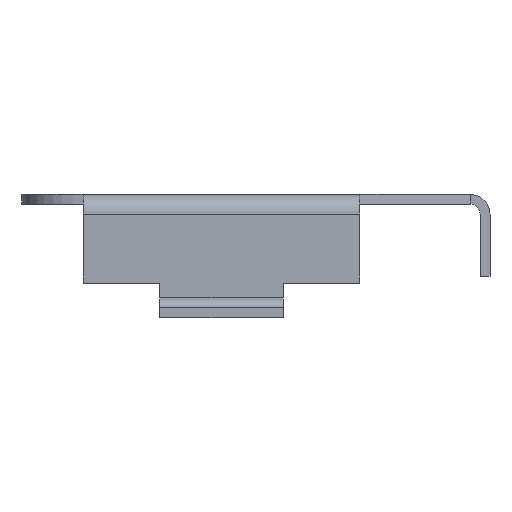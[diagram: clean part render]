
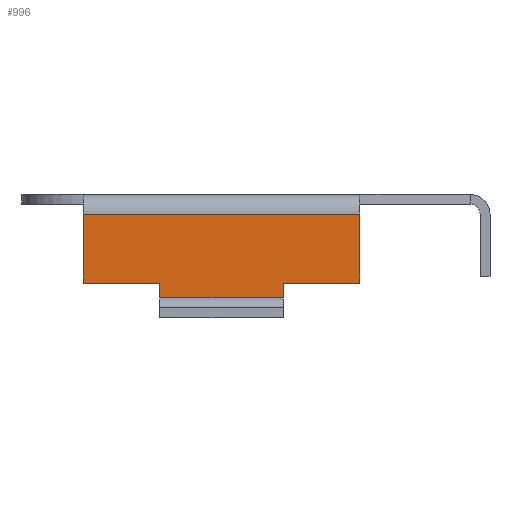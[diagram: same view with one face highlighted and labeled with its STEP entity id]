
A CAD part, left-side view. The second image highlights one B-rep face of the part: STEP entity #996.
In plain terms, the highlighted planar face has unit normal (-1, 0, 0).
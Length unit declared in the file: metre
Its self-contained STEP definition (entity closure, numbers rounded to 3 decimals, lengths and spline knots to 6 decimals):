
#584 = EDGE_CURVE( '', #1429, #1430, #1431, .T. );
#700 = EDGE_CURVE( '', #1569, #1594, #1595, .T. );
#738 = EDGE_CURVE( '', #1569, #1062, #1641, .T. );
#766 = EDGE_CURVE( '', #1074, #1430, #1673, .T. );
#838 = EDGE_CURVE( '', #1074, #1659, #1764, .T. );
#844 = EDGE_CURVE( '', #1291, #1594, #1770, .T. );
#880 = EDGE_CURVE( '', #1659, #1291, #1812, .T. );
#950 = EDGE_CURVE( '', #1062, #1429, #1893, .T. );
#996 = ADVANCED_FACE( '', ( #1951 ), #1952, .F. );
#1062 = VERTEX_POINT( '', #2014 );
#1074 = VERTEX_POINT( '', #2032 );
#1291 = VERTEX_POINT( '', #2326 );
#1429 = VERTEX_POINT( '', #2508 );
#1430 = VERTEX_POINT( '', #2509 );
#1431 = LINE( '', #2510, #2511 );
#1569 = VERTEX_POINT( '', #2707 );
#1594 = VERTEX_POINT( '', #2744 );
#1595 = LINE( '', #2745, #2746 );
#1641 = LINE( '', #2816, #2817 );
#1659 = VERTEX_POINT( '', #2848 );
#1673 = LINE( '', #2872, #2873 );
#1764 = LINE( '', #3014, #3015 );
#1770 = LINE( '', #3025, #3026 );
#1812 = LINE( '', #3094, #3095 );
#1893 = LINE( '', #3221, #3222 );
#1951 = FACE_OUTER_BOUND( '', #3301, .T. );
#1952 = PLANE( '', #3302 );
#2014 = CARTESIAN_POINT( '', ( -0.006604, 0.004269, 0.000889 ) );
#2032 = CARTESIAN_POINT( '', ( -0.006604, -0.000887, 0.000508 ) );
#2326 = CARTESIAN_POINT( '', ( -0.006604, -0.002868, 0.000889 ) );
#2508 = CARTESIAN_POINT( '', ( -0.006604, 0.002288, 0.000889 ) );
#2509 = CARTESIAN_POINT( '', ( -0.006604, 0.002288, 0.000508 ) );
#2510 = CARTESIAN_POINT( '', ( -0.006604, 0.002288, 0.000508 ) );
#2511 = VECTOR( '', #3845, 1. );
#2707 = CARTESIAN_POINT( '', ( -0.006604, 0.004269, 0.002667 ) );
#2744 = CARTESIAN_POINT( '', ( -0.006604, -0.002868, 0.002667 ) );
#2745 = CARTESIAN_POINT( '', ( -0.006604, 0.004269, 0.002667 ) );
#2746 = VECTOR( '', #4067, 1. );
#2816 = CARTESIAN_POINT( '', ( -0.006604, 0.004269, 0.000889 ) );
#2817 = VECTOR( '', #4125, 1. );
#2848 = CARTESIAN_POINT( '', ( -0.006604, -0.000887, 0.000889 ) );
#2872 = CARTESIAN_POINT( '', ( -0.006604, -0.000887, 0.000508 ) );
#2873 = VECTOR( '', #4153, 1. );
#3014 = CARTESIAN_POINT( '', ( -0.006604, -0.000887, 0.000508 ) );
#3015 = VECTOR( '', #4286, 1. );
#3025 = CARTESIAN_POINT( '', ( -0.006604, -0.002868, 0.002921 ) );
#3026 = VECTOR( '', #4291, 1. );
#3094 = CARTESIAN_POINT( '', ( -0.006604, -0.000887, 0.000889 ) );
#3095 = VECTOR( '', #4339, 1. );
#3221 = CARTESIAN_POINT( '', ( -0.006604, 0.002288, 0.000889 ) );
#3222 = VECTOR( '', #4452, 1. );
#3301 = EDGE_LOOP( '', ( #4549, #4550, #4551, #4552, #4553, #4554, #4555, #4556 ) );
#3302 = AXIS2_PLACEMENT_3D( '', #4557, #4558, #4559 );
#3845 = DIRECTION( '', ( 0., 0., -1. ) );
#4067 = DIRECTION( '', ( 0., -1., 0. ) );
#4125 = DIRECTION( '', ( 0., 0., -1. ) );
#4153 = DIRECTION( '', ( 0., 1., 0. ) );
#4286 = DIRECTION( '', ( 0., 0., 1. ) );
#4291 = DIRECTION( '', ( 0., 0., 1. ) );
#4339 = DIRECTION( '', ( 0., -1., 0. ) );
#4452 = DIRECTION( '', ( 0., -1., 0. ) );
#4549 = ORIENTED_EDGE( '', *, *, #738, .T. );
#4550 = ORIENTED_EDGE( '', *, *, #950, .T. );
#4551 = ORIENTED_EDGE( '', *, *, #584, .T. );
#4552 = ORIENTED_EDGE( '', *, *, #766, .F. );
#4553 = ORIENTED_EDGE( '', *, *, #838, .T. );
#4554 = ORIENTED_EDGE( '', *, *, #880, .T. );
#4555 = ORIENTED_EDGE( '', *, *, #844, .T. );
#4556 = ORIENTED_EDGE( '', *, *, #700, .F. );
#4557 = CARTESIAN_POINT( '', ( -0.006604, -0.000887, 0.002921 ) );
#4558 = DIRECTION( '', ( 1., 0., 0. ) );
#4559 = DIRECTION( '', ( 0., 1., 0. ) );
